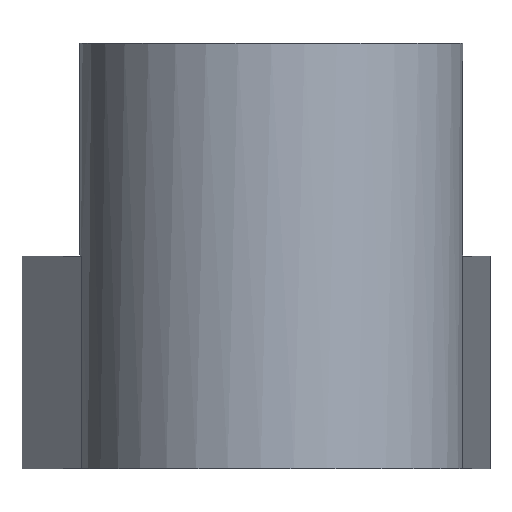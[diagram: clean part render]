
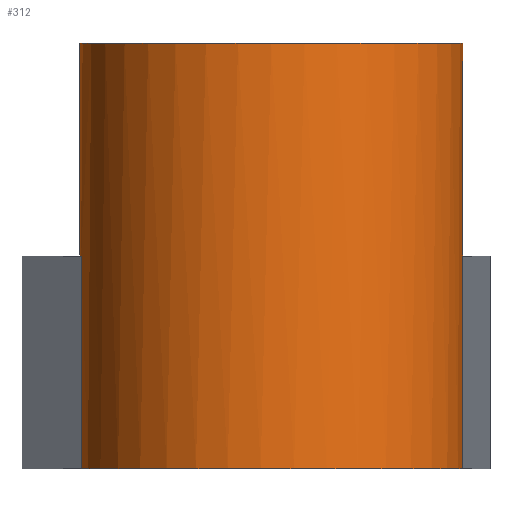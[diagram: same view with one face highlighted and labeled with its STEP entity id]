
A CAD part, front view. The second image highlights one B-rep face of the part: STEP entity #312.
In plain terms, the highlighted cylindrical face has radius 9 mm (diameter 18 mm), a full revolution.
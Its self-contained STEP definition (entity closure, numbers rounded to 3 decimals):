
#50=FACE_OUTER_BOUND('',#74,.T.);
#74=EDGE_LOOP('',(#268,#269,#270,#271,#272,#273,#274,#275));
#94=LINE('',#559,#111);
#100=LINE('',#574,#117);
#102=LINE('',#586,#119);
#111=VECTOR('',#434,10.);
#117=VECTOR('',#448,10.);
#119=VECTOR('',#464,9.);
#136=CIRCLE('',#367,9.);
#137=CIRCLE('',#368,9.);
#139=CIRCLE('',#372,9.);
#140=CIRCLE('',#373,9.);
#158=VERTEX_POINT('',#556);
#159=VERTEX_POINT('',#558);
#163=VERTEX_POINT('',#570);
#164=VERTEX_POINT('',#572);
#165=VERTEX_POINT('',#576);
#167=VERTEX_POINT('',#584);
#192=EDGE_CURVE('',#158,#159,#94,.T.);
#200=EDGE_CURVE('',#163,#164,#100,.T.);
#201=EDGE_CURVE('',#164,#165,#136,.T.);
#202=EDGE_CURVE('',#165,#159,#137,.T.);
#205=EDGE_CURVE('',#167,#167,#139,.T.);
#206=EDGE_CURVE('',#167,#165,#102,.T.);
#207=EDGE_CURVE('',#158,#163,#140,.T.);
#268=ORIENTED_EDGE('',*,*,#205,.F.);
#269=ORIENTED_EDGE('',*,*,#206,.T.);
#270=ORIENTED_EDGE('',*,*,#202,.T.);
#271=ORIENTED_EDGE('',*,*,#192,.F.);
#272=ORIENTED_EDGE('',*,*,#207,.T.);
#273=ORIENTED_EDGE('',*,*,#200,.T.);
#274=ORIENTED_EDGE('',*,*,#201,.T.);
#275=ORIENTED_EDGE('',*,*,#206,.F.);
#297=CYLINDRICAL_SURFACE('',#371,9.);
#312=ADVANCED_FACE('',(#50),#297,.T.);
#367=AXIS2_PLACEMENT_3D('',#577,#451,#452);
#368=AXIS2_PLACEMENT_3D('',#578,#453,#454);
#371=AXIS2_PLACEMENT_3D('',#583,#460,#461);
#372=AXIS2_PLACEMENT_3D('',#585,#462,#463);
#373=AXIS2_PLACEMENT_3D('',#587,#465,#466);
#434=DIRECTION('',(0.,0.,1.));
#448=DIRECTION('',(0.,0.,1.));
#451=DIRECTION('center_axis',(0.,0.,
1.));
#452=DIRECTION('ref_axis',(1.,0.,0.));
#453=DIRECTION('center_axis',(0.,0.,
1.));
#454=DIRECTION('ref_axis',(1.,0.,0.));
#460=DIRECTION('center_axis',(0.,0.,1.));
#461=DIRECTION('ref_axis',(1.,0.,0.));
#462=DIRECTION('center_axis',(0.,0.,1.));
#463=DIRECTION('ref_axis',(1.,0.,0.));
#464=DIRECTION('',(0.,0.,-1.));
#465=DIRECTION('center_axis',(0.,0.,1.));
#466=DIRECTION('ref_axis',(1.,0.,0.));
#556=CARTESIAN_POINT('',(-9.96,-44.745,0.));
#558=CARTESIAN_POINT('',(-9.96,-44.745,10.));
#559=CARTESIAN_POINT('',(-9.96,-44.745,0.));
#570=CARTESIAN_POINT('',(7.962,-44.174,0.));
#572=CARTESIAN_POINT('',(7.962,-44.174,10.));
#574=CARTESIAN_POINT('',(7.962,-44.174,0.));
#576=CARTESIAN_POINT('',(-10.024,-43.67,10.));
#577=CARTESIAN_POINT('Origin',(-1.024,-43.67,10.));
#578=CARTESIAN_POINT('Origin',(-1.024,-43.67,10.));
#583=CARTESIAN_POINT('Origin',(-1.024,-43.67,0.));
#584=CARTESIAN_POINT('',(-10.024,-43.67,20.));
#585=CARTESIAN_POINT('Origin',(-1.024,-43.67,20.));
#586=CARTESIAN_POINT('',(-10.024,-43.67,0.));
#587=CARTESIAN_POINT('Origin',(-1.024,-43.67,0.));
